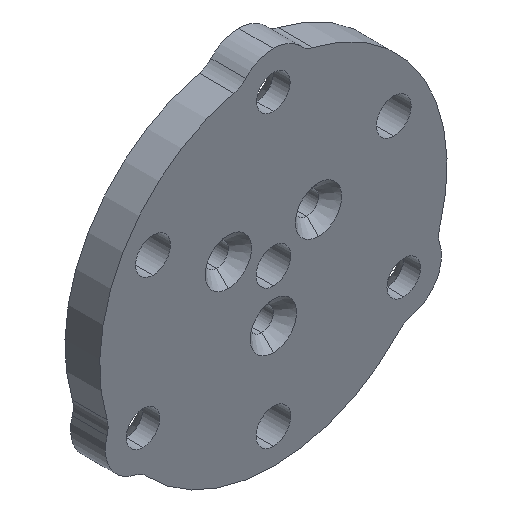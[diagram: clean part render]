
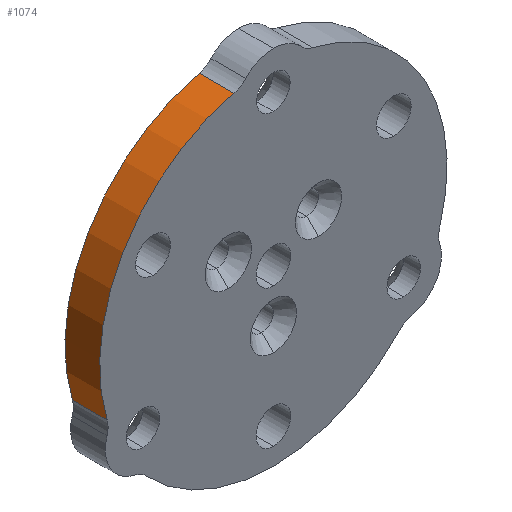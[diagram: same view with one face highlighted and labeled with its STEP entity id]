
A CAD part, isometric view. The second image highlights one B-rep face of the part: STEP entity #1074.
In plain terms, the highlighted cylindrical face has radius 15 mm (diameter 30 mm), a partial arc.
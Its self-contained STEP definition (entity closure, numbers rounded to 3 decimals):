
#85 = ORIENTED_EDGE ( 'NONE', *, *, #810, .F. ) ;
#89 = EDGE_CURVE ( 'NONE', #214, #954, #1375, .T. ) ;
#113 = DIRECTION ( 'NONE',  ( 0., 1., 0. ) ) ;
#151 = DIRECTION ( 'NONE',  ( 0., 0., 1. ) ) ;
#214 = VERTEX_POINT ( 'NONE', #302 ) ;
#227 = CARTESIAN_POINT ( 'NONE',  ( -14.355, 3., -4.352 ) ) ;
#253 = VECTOR ( 'NONE', #1112, 1000. ) ;
#302 = CARTESIAN_POINT ( 'NONE',  ( -14.355, 0., -4.352 ) ) ;
#314 = VERTEX_POINT ( 'NONE', #768 ) ;
#370 = CARTESIAN_POINT ( 'NONE',  ( 0., 3., 0. ) ) ;
#387 = ORIENTED_EDGE ( 'NONE', *, *, #690, .T. ) ;
#488 = AXIS2_PLACEMENT_3D ( 'NONE', #370, #763, #1484 ) ;
#515 = DIRECTION ( 'NONE',  ( 0., 0., -1. ) ) ;
#626 = CARTESIAN_POINT ( 'NONE',  ( 0., 3., 0. ) ) ;
#690 = EDGE_CURVE ( 'NONE', #954, #314, #964, .T. ) ;
#733 = VECTOR ( 'NONE', #1354, 1000. ) ;
#763 = DIRECTION ( 'NONE',  ( 0., 1., 0. ) ) ;
#764 = AXIS2_PLACEMENT_3D ( 'NONE', #1259, #113, #151 ) ;
#768 = CARTESIAN_POINT ( 'NONE',  ( -3.408, 3., 14.608 ) ) ;
#810 = EDGE_CURVE ( 'NONE', #1532, #314, #1591, .T. ) ;
#842 = AXIS2_PLACEMENT_3D ( 'NONE', #626, #905, #515 ) ;
#849 = CARTESIAN_POINT ( 'NONE',  ( -3.408, 3., 14.608 ) ) ;
#853 = CARTESIAN_POINT ( 'NONE',  ( -14.355, 3., -4.352 ) ) ;
#860 = LINE ( 'NONE', #853, #253 ) ;
#905 = DIRECTION ( 'NONE',  ( 0., -1., 0. ) ) ;
#954 = VERTEX_POINT ( 'NONE', #1339 ) ;
#964 = LINE ( 'NONE', #849, #733 ) ;
#1074 = ADVANCED_FACE ( 'NONE', ( #1517 ), #1165, .T. ) ;
#1112 = DIRECTION ( 'NONE',  ( 0., -1., 0. ) ) ;
#1165 = CYLINDRICAL_SURFACE ( 'NONE', #842, 15. ) ;
#1226 = EDGE_CURVE ( 'NONE', #1532, #214, #860, .T. ) ;
#1258 = ORIENTED_EDGE ( 'NONE', *, *, #1226, .T. ) ;
#1259 = CARTESIAN_POINT ( 'NONE',  ( 0., 0., 0. ) ) ;
#1339 = CARTESIAN_POINT ( 'NONE',  ( -3.408, 0., 14.608 ) ) ;
#1354 = DIRECTION ( 'NONE',  ( 0., 1., 0. ) ) ;
#1375 = CIRCLE ( 'NONE', #764, 15. ) ;
#1469 = EDGE_LOOP ( 'NONE', ( #1528, #387, #85, #1258 ) ) ;
#1484 = DIRECTION ( 'NONE',  ( 0., 0., 1. ) ) ;
#1517 = FACE_OUTER_BOUND ( 'NONE', #1469, .T. ) ;
#1528 = ORIENTED_EDGE ( 'NONE', *, *, #89, .T. ) ;
#1532 = VERTEX_POINT ( 'NONE', #227 ) ;
#1591 = CIRCLE ( 'NONE', #488, 15. ) ;
